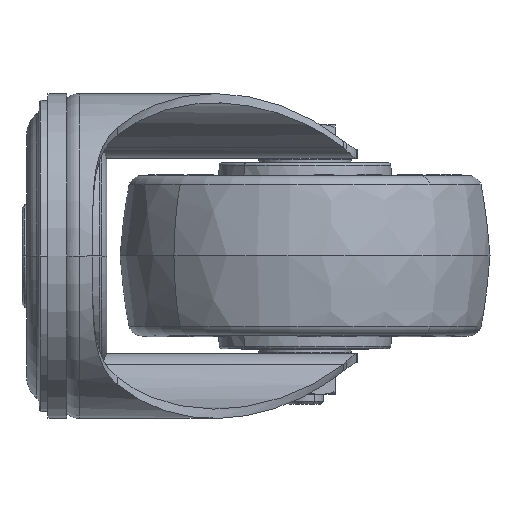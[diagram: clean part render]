
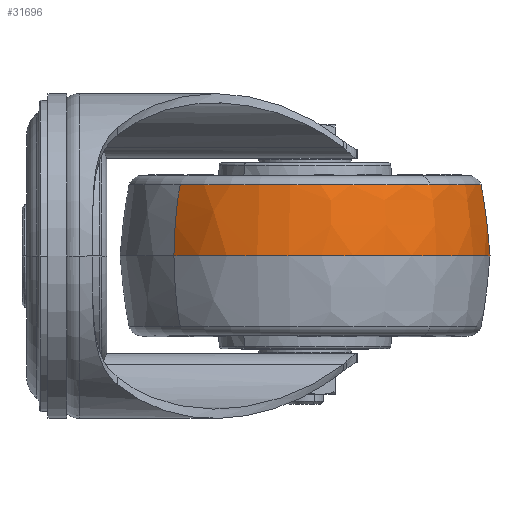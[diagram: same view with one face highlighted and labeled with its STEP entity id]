
A CAD part, left-side view. The second image highlights one B-rep face of the part: STEP entity #31696.
In plain terms, the highlighted free-form (B-spline) face has degree [3, 3] with [4, 4] control points.
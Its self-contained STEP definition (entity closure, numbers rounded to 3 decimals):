
#396 = FACE_OUTER_BOUND ( 'NONE', #13598, .T. ) ;
#1056 = CARTESIAN_POINT ( 'NONE',  ( 64.93, -87.891, 15.342 ) ) ;
#2017 = CARTESIAN_POINT ( 'NONE',  ( 38., -61., 15.342 ) ) ;
#2293 = DIRECTION ( 'NONE',  ( 0., 0., -1. ) ) ;
#2800 = CARTESIAN_POINT ( 'NONE',  ( 38., -61., 15.342 ) ) ;
#3297 = CARTESIAN_POINT ( 'NONE',  ( 65.654, -88.614, 12.476 ) ) ;
#3327 = CARTESIAN_POINT ( 'NONE',  ( 9.695, -32.737, 0.05 ) ) ;
#4312 =( BOUNDED_SURFACE ( )  B_SPLINE_SURFACE ( 3, 3, ( 
 ( #29470, #19274, #13916, #32051 ),
 ( #29646, #11201, #8488, #11361 ),
 ( #10855, #29814, #5863, #31875 ),
 ( #3327, #8316, #26710, #5691 ) ),
 .UNSPECIFIED., .F., .F., .F. ) 
 B_SPLINE_SURFACE_WITH_KNOTS ( ( 4, 4 ),
 ( 4, 4 ),
 ( 0., 1. ),
 ( 0., 1. ),
 .UNSPECIFIED. ) 
 GEOMETRIC_REPRESENTATION_ITEM ( )  RATIONAL_B_SPLINE_SURFACE ( (
 ( 0.984, 0.328, 0.328, 0.984),
 ( 0.808, 0.269, 0.269, 0.808),
 ( 0.719, 0.24, 0.24, 0.719),
 ( 0.72, 0.24, 0.24, 0.72) ) ) 
 REPRESENTATION_ITEM ( '' )  SURFACE ( )  );
#5358 = EDGE_CURVE ( 'NONE', #11280, #16653, #12137, .T. ) ;
#5658 = VERTEX_POINT ( 'NONE', #6731 ) ;
#5691 = CARTESIAN_POINT ( 'NONE',  ( 66.305, -89.263, 0.05 ) ) ;
#5863 = CARTESIAN_POINT ( 'NONE',  ( 9.881, -145.563, 7.025 ) ) ;
#6541 = CARTESIAN_POINT ( 'NONE',  ( 11.07, -34.109, 15.342 ) ) ;
#6731 = CARTESIAN_POINT ( 'NONE',  ( 9.695, -32.737, 0.05 ) ) ;
#7642 =( BOUNDED_CURVE ( )  B_SPLINE_CURVE ( 3, ( #6541, #13908, #8651, #19081 ),
 .UNSPECIFIED., .F., .F. ) 
 B_SPLINE_CURVE_WITH_KNOTS ( ( 4, 4 ),
 ( 0., 1. ),
 .UNSPECIFIED. ) 
 CURVE ( )  GEOMETRIC_REPRESENTATION_ITEM ( )  RATIONAL_B_SPLINE_CURVE ( ( 0.984, 0.808, 0.719, 0.72 ) ) 
 REPRESENTATION_ITEM ( '' )  );
#8316 = CARTESIAN_POINT ( 'NONE',  ( -46.832, -89.347, 0.05 ) ) ;
#8488 = CARTESIAN_POINT ( 'NONE',  ( 10.427, -143.922, 12.476 ) ) ;
#8651 = CARTESIAN_POINT ( 'NONE',  ( 9.799, -32.84, 7.025 ) ) ;
#9743 = DIRECTION ( 'NONE',  ( 0., 0., -1. ) ) ;
#10395 = DIRECTION ( 'NONE',  ( 0., 0., -1. ) ) ;
#10855 = CARTESIAN_POINT ( 'NONE',  ( 9.799, -32.84, 7.025 ) ) ;
#11201 = CARTESIAN_POINT ( 'NONE',  ( -44.881, -88.695, 12.476 ) ) ;
#11280 = VERTEX_POINT ( 'NONE', #17532 ) ;
#11361 = CARTESIAN_POINT ( 'NONE',  ( 65.654, -88.614, 12.476 ) ) ;
#12137 = CIRCLE ( 'NONE', #30302, 38.057 ) ;
#12339 = CARTESIAN_POINT ( 'NONE',  ( 66.305, -89.263, 0.05 ) ) ;
#13598 = EDGE_LOOP ( 'NONE', ( #24635, #14656, #19260, #15016, #21465 ) ) ;
#13713 = CARTESIAN_POINT ( 'NONE',  ( 66.305, -89.263, 0.05 ) ) ;
#13908 = CARTESIAN_POINT ( 'NONE',  ( 10.346, -33.386, 12.476 ) ) ;
#13916 = CARTESIAN_POINT ( 'NONE',  ( 11.149, -141.751, 15.342 ) ) ;
#14656 = ORIENTED_EDGE ( 'NONE', *, *, #5358, .T. ) ;
#15016 = ORIENTED_EDGE ( 'NONE', *, *, #20882, .T. ) ;
#15525 = DIRECTION ( 'NONE',  ( -0.707, -0.708, 0. ) ) ;
#15672 = CARTESIAN_POINT ( 'NONE',  ( 11.07, -34.109, 15.342 ) ) ;
#16653 = VERTEX_POINT ( 'NONE', #25680 ) ;
#16662 = CARTESIAN_POINT ( 'NONE',  ( 66.201, -89.16, 7.025 ) ) ;
#17532 = CARTESIAN_POINT ( 'NONE',  ( 64.93, -87.891, 15.342 ) ) ;
#17714 = CIRCLE ( 'NONE', #32048, 38.057 ) ;
#18072 = DIRECTION ( 'NONE',  ( -0.707, -0.708, 0. ) ) ;
#18111 = EDGE_CURVE ( 'NONE', #16653, #23865, #17714, .T. ) ;
#18350 = EDGE_CURVE ( 'NONE', #11280, #26716, #21877, .T. ) ;
#19081 = CARTESIAN_POINT ( 'NONE',  ( 9.695, -32.737, 0.05 ) ) ;
#19260 = ORIENTED_EDGE ( 'NONE', *, *, #18111, .T. ) ;
#19274 = CARTESIAN_POINT ( 'NONE',  ( -42.712, -87.97, 15.342 ) ) ;
#20415 = AXIS2_PLACEMENT_3D ( 'NONE', #21203, #10395, #23648 ) ;
#20882 = EDGE_CURVE ( 'NONE', #23865, #5658, #7642, .T. ) ;
#21203 = CARTESIAN_POINT ( 'NONE',  ( 38., -61., 0.05 ) ) ;
#21465 = ORIENTED_EDGE ( 'NONE', *, *, #33769, .F. ) ;
#21523 = CIRCLE ( 'NONE', #20415, 40. ) ;
#21877 =( BOUNDED_CURVE ( )  B_SPLINE_CURVE ( 3, ( #1056, #3297, #16662, #13713 ),
 .UNSPECIFIED., .F., .F. ) 
 B_SPLINE_CURVE_WITH_KNOTS ( ( 4, 4 ),
 ( 0., 1. ),
 .UNSPECIFIED. ) 
 CURVE ( )  GEOMETRIC_REPRESENTATION_ITEM ( )  RATIONAL_B_SPLINE_CURVE ( ( 0.984, 0.808, 0.719, 0.72 ) ) 
 REPRESENTATION_ITEM ( '' )  );
#23648 = DIRECTION ( 'NONE',  ( -0.707, -0.708, 0. ) ) ;
#23865 = VERTEX_POINT ( 'NONE', #15672 ) ;
#24635 = ORIENTED_EDGE ( 'NONE', *, *, #18350, .F. ) ;
#25680 = CARTESIAN_POINT ( 'NONE',  ( 11.109, -87.93, 15.342 ) ) ;
#26710 = CARTESIAN_POINT ( 'NONE',  ( 9.778, -145.874, 0.05 ) ) ;
#26716 = VERTEX_POINT ( 'NONE', #12339 ) ;
#29470 = CARTESIAN_POINT ( 'NONE',  ( 11.07, -34.109, 15.342 ) ) ;
#29646 = CARTESIAN_POINT ( 'NONE',  ( 10.346, -33.386, 12.476 ) ) ;
#29814 = CARTESIAN_POINT ( 'NONE',  ( -46.522, -89.243, 7.025 ) ) ;
#30302 = AXIS2_PLACEMENT_3D ( 'NONE', #2800, #2293, #18072 ) ;
#31696 = ADVANCED_FACE ( 'NONE', ( #396 ), #4312, .T. ) ;
#31875 = CARTESIAN_POINT ( 'NONE',  ( 66.201, -89.16, 7.025 ) ) ;
#32048 = AXIS2_PLACEMENT_3D ( 'NONE', #2017, #9743, #15525 ) ;
#32051 = CARTESIAN_POINT ( 'NONE',  ( 64.93, -87.891, 15.342 ) ) ;
#33769 = EDGE_CURVE ( 'NONE', #26716, #5658, #21523, .T. ) ;
